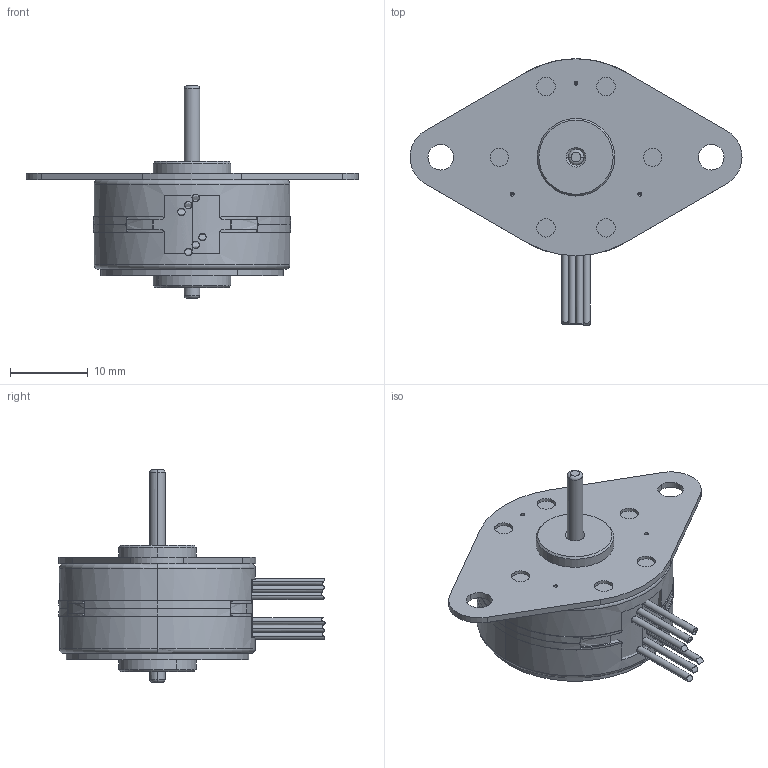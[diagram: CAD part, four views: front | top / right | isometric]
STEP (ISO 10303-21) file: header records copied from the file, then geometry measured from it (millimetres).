
FILE_DESCRIPTION((''),'2;1');
FILE_NAME('26M048B2B_ASM','2015-10-27T',('sandip.dhanwate'),(''),'PRO/ENGINEER BY PARAMETRIC TECHNOLOGY CORPORATION, 2014310','PRO/ENGINEER BY PARAMETRIC TECHNOLOGY CORPORATION, 2014310','');
FILE_SCHEMA(('CONFIG_CONTROL_DESIGN'));
Length unit declared in the file: inch
Products named in the file (1): 26M048B2B_ASM
Bounding box: 42.82 x 34.36 x 27.43 mm (x, y, z)
Volume: 6633.7 mm3; surface area: 6525 mm2
Topology: 1 solids, 3 shells, 793 faces, 2252 edges, 1478 vertices
Faces by surface type: plane 398, cylinder 304, bspline 48, torus 16, sphere 12, cone 8, extrusion 7
Entity records: 28635 total; most frequent: CARTESIAN_POINT 7941, ORIENTED_EDGE 4376, DIRECTION 4327, EDGE_CURVE 2233, AXIS2_PLACEMENT_3D 1625, VERTEX_POINT 1476, VECTOR 1077, LINE 1070
